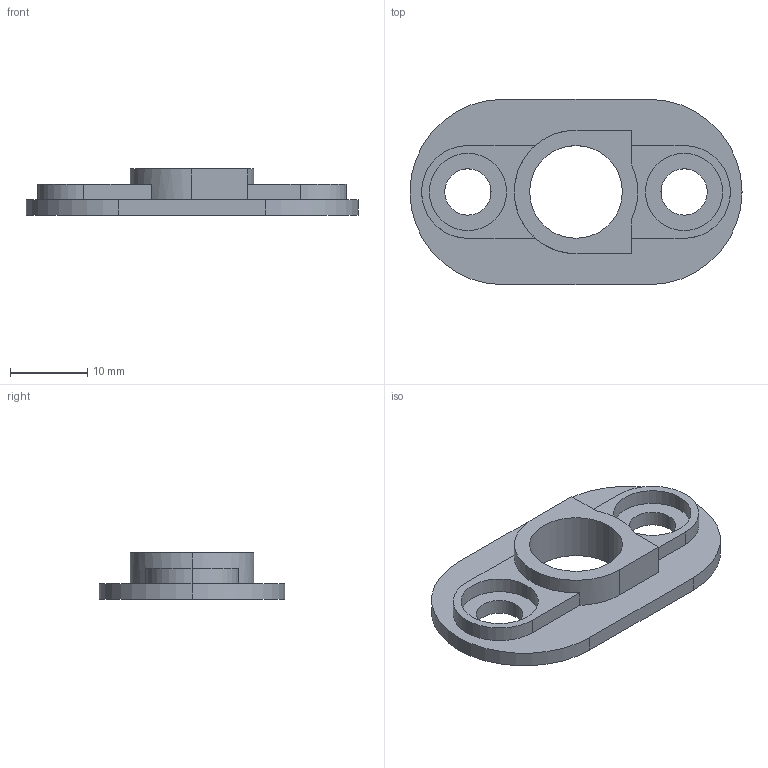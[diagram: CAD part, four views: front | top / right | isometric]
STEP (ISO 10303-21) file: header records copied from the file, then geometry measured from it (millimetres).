
FILE_DESCRIPTION (( 'STEP AP203' ), '1' );
FILE_NAME ('Silent bloc arrière_Défaut_sldprt.STEP', '2024-09-06T13:40:10', ( '' ), ( '' ), 'SwSTEP 2.0', 'SolidWorks 2020', '' );
FILE_SCHEMA (( 'CONFIG_CONTROL_DESIGN' ));
Length unit declared in the file: millimetre
Products named in the file (1): Silent bloc arrière_Défaut_sldprt
Bounding box: 43 x 24 x 6 mm (x, y, z)
Volume: 2134.7 mm3; surface area: 2440.4 mm2
Topology: 1 solids, 1 shells, 36 faces, 93 edges, 62 vertices
Faces by surface type: cylinder 19, plane 17
Entity records: 1206 total; most frequent: DIRECTION 207, CARTESIAN_POINT 192, ORIENTED_EDGE 186, EDGE_CURVE 93, AXIS2_PLACEMENT_3D 77, VERTEX_POINT 62, LINE 53, VECTOR 53
